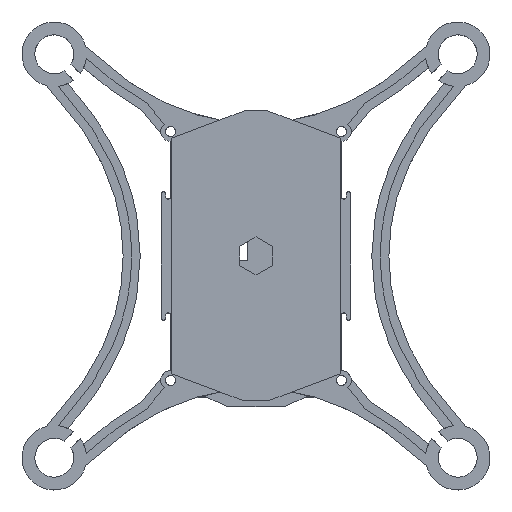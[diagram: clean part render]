
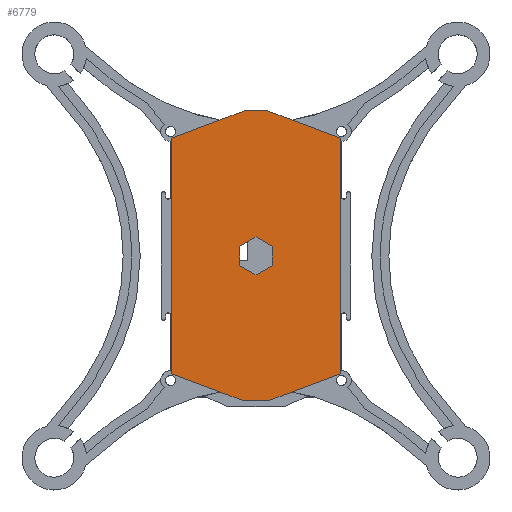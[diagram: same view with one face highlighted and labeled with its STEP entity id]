
A CAD part, top view. The second image highlights one B-rep face of the part: STEP entity #6779.
In plain terms, the highlighted planar face has unit normal (0, 0, 1).
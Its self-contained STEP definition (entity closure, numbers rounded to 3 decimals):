
#224=FACE_BOUND('',#1133,.T.);
#411=PLANE('',#7336);
#750=FACE_OUTER_BOUND('',#1132,.T.);
#1132=EDGE_LOOP('',(#6198,#6199,#6200,#6201,#6202,#6203,#6204,#6205));
#1133=EDGE_LOOP('',(#6206,#6207,#6208,#6209,#6210,#6211));
#1960=LINE('',#13033,#2600);
#1963=LINE('',#13039,#2603);
#1966=LINE('',#13045,#2606);
#1969=LINE('',#13051,#2609);
#1972=LINE('',#13057,#2612);
#1975=LINE('',#13061,#2615);
#1978=LINE('',#13069,#2618);
#1981=LINE('',#13075,#2621);
#1984=LINE('',#13081,#2624);
#1987=LINE('',#13087,#2627);
#1990=LINE('',#13093,#2630);
#1993=LINE('',#13099,#2633);
#1996=LINE('',#13105,#2636);
#1999=LINE('',#13109,#2639);
#2600=VECTOR('',#8972,10.);
#2603=VECTOR('',#8977,10.);
#2606=VECTOR('',#8982,10.);
#2609=VECTOR('',#8987,10.);
#2612=VECTOR('',#8992,10.);
#2615=VECTOR('',#8997,10.);
#2618=VECTOR('',#9002,10.);
#2621=VECTOR('',#9007,10.);
#2624=VECTOR('',#9012,10.);
#2627=VECTOR('',#9017,10.);
#2630=VECTOR('',#9022,10.);
#2633=VECTOR('',#9027,10.);
#2636=VECTOR('',#9032,10.);
#2639=VECTOR('',#9037,10.);
#3286=VERTEX_POINT('',#13030);
#3287=VERTEX_POINT('',#13032);
#3289=VERTEX_POINT('',#13038);
#3291=VERTEX_POINT('',#13044);
#3293=VERTEX_POINT('',#13050);
#3295=VERTEX_POINT('',#13056);
#3298=VERTEX_POINT('',#13066);
#3299=VERTEX_POINT('',#13068);
#3301=VERTEX_POINT('',#13074);
#3303=VERTEX_POINT('',#13080);
#3305=VERTEX_POINT('',#13086);
#3307=VERTEX_POINT('',#13092);
#3309=VERTEX_POINT('',#13098);
#3311=VERTEX_POINT('',#13104);
#4256=EDGE_CURVE('',#3287,#3286,#1960,.T.);
#4259=EDGE_CURVE('',#3289,#3287,#1963,.T.);
#4262=EDGE_CURVE('',#3291,#3289,#1966,.T.);
#4265=EDGE_CURVE('',#3293,#3291,#1969,.T.);
#4268=EDGE_CURVE('',#3295,#3293,#1972,.T.);
#4271=EDGE_CURVE('',#3286,#3295,#1975,.T.);
#4274=EDGE_CURVE('',#3299,#3298,#1978,.T.);
#4277=EDGE_CURVE('',#3301,#3299,#1981,.T.);
#4280=EDGE_CURVE('',#3303,#3301,#1984,.T.);
#4283=EDGE_CURVE('',#3305,#3303,#1987,.T.);
#4286=EDGE_CURVE('',#3307,#3305,#1990,.T.);
#4289=EDGE_CURVE('',#3309,#3307,#1993,.T.);
#4292=EDGE_CURVE('',#3311,#3309,#1996,.T.);
#4295=EDGE_CURVE('',#3298,#3311,#1999,.T.);
#6198=ORIENTED_EDGE('',*,*,#4295,.T.);
#6199=ORIENTED_EDGE('',*,*,#4292,.T.);
#6200=ORIENTED_EDGE('',*,*,#4289,.T.);
#6201=ORIENTED_EDGE('',*,*,#4286,.T.);
#6202=ORIENTED_EDGE('',*,*,#4283,.T.);
#6203=ORIENTED_EDGE('',*,*,#4280,.T.);
#6204=ORIENTED_EDGE('',*,*,#4277,.T.);
#6205=ORIENTED_EDGE('',*,*,#4274,.T.);
#6206=ORIENTED_EDGE('',*,*,#4271,.T.);
#6207=ORIENTED_EDGE('',*,*,#4268,.T.);
#6208=ORIENTED_EDGE('',*,*,#4265,.T.);
#6209=ORIENTED_EDGE('',*,*,#4262,.T.);
#6210=ORIENTED_EDGE('',*,*,#4259,.T.);
#6211=ORIENTED_EDGE('',*,*,#4256,.T.);
#6779=ADVANCED_FACE('',(#750,#224),#411,.T.);
#7336=AXIS2_PLACEMENT_3D('',#13110,#9038,#9039);
#8972=DIRECTION('',(-0.866,-0.5,0.));
#8977=DIRECTION('',(0.,-1.,0.));
#8982=DIRECTION('',(0.866,-0.5,0.));
#8987=DIRECTION('',(0.866,0.5,0.));
#8992=DIRECTION('',(0.,1.,0.));
#8997=DIRECTION('',(-0.866,0.5,0.));
#9002=DIRECTION('',(0.937,0.35,0.));
#9007=DIRECTION('',(1.,0.,0.));
#9012=DIRECTION('',(0.937,-0.35,0.));
#9017=DIRECTION('',(0.,-1.,0.));
#9022=DIRECTION('',(-0.937,-0.35,0.));
#9027=DIRECTION('',(-1.,0.,0.));
#9032=DIRECTION('',(-0.937,0.35,0.));
#9037=DIRECTION('',(0.,1.,0.));
#9038=DIRECTION('center_axis',(0.,0.,1.));
#9039=DIRECTION('ref_axis',(1.,0.,0.));
#13030=CARTESIAN_POINT('',(0.,-4.,1.5));
#13032=CARTESIAN_POINT('',(3.464,-2.,1.5));
#13033=CARTESIAN_POINT('',(0.,-4.,1.5));
#13038=CARTESIAN_POINT('',(3.464,2.,1.5));
#13039=CARTESIAN_POINT('',(3.464,-2.,1.5));
#13044=CARTESIAN_POINT('',(0.,4.,1.5));
#13045=CARTESIAN_POINT('',(3.464,2.,1.5));
#13050=CARTESIAN_POINT('',(-3.464,2.,1.5));
#13051=CARTESIAN_POINT('',(0.,4.,1.5));
#13056=CARTESIAN_POINT('',(-3.464,-2.,1.5));
#13057=CARTESIAN_POINT('',(-3.464,2.,1.5));
#13061=CARTESIAN_POINT('',(-3.464,-2.,1.5));
#13066=CARTESIAN_POINT('',(17.85,-24.808,1.5));
#13068=CARTESIAN_POINT('',(2.5,-30.55,1.5));
#13069=CARTESIAN_POINT('',(17.85,-24.808,1.5));
#13074=CARTESIAN_POINT('',(-2.5,-30.55,1.5));
#13075=CARTESIAN_POINT('',(2.5,-30.55,1.5));
#13080=CARTESIAN_POINT('',(-17.85,-24.808,1.5));
#13081=CARTESIAN_POINT('',(-2.5,-30.55,1.5));
#13086=CARTESIAN_POINT('',(-17.85,24.808,1.5));
#13087=CARTESIAN_POINT('',(-17.85,-26.05,1.5));
#13092=CARTESIAN_POINT('',(-2.5,30.55,1.5));
#13093=CARTESIAN_POINT('',(-2.5,30.55,1.5));
#13098=CARTESIAN_POINT('',(2.5,30.55,1.5));
#13099=CARTESIAN_POINT('',(2.5,30.55,1.5));
#13104=CARTESIAN_POINT('',(17.85,24.808,1.5));
#13105=CARTESIAN_POINT('',(17.85,24.808,1.5));
#13109=CARTESIAN_POINT('',(17.85,26.05,1.5));
#13110=CARTESIAN_POINT('Origin',(0.,0.,1.5));
